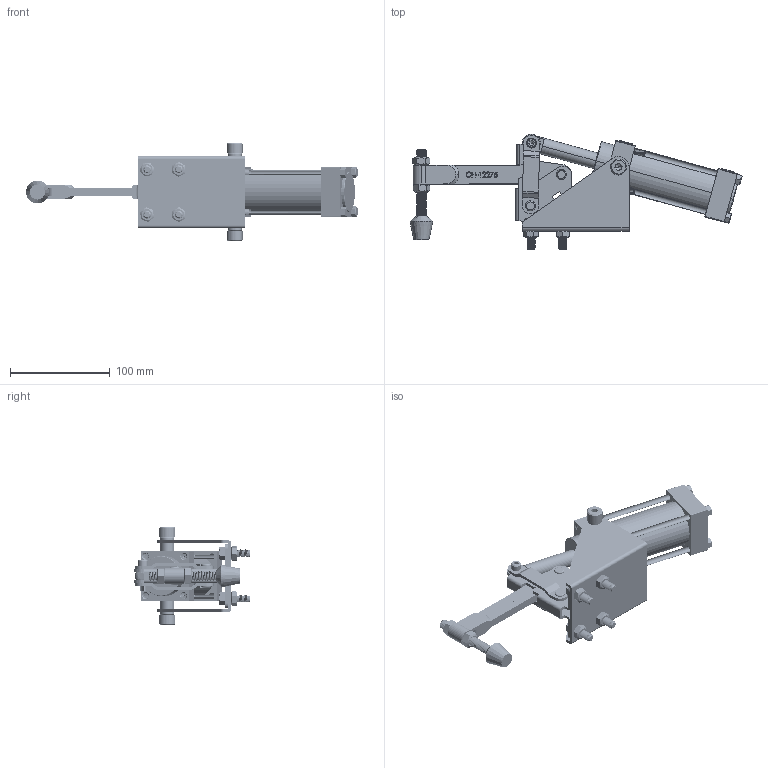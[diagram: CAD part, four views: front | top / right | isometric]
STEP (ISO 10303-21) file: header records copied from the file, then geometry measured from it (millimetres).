
FILE_DESCRIPTION (( 'STEP AP203' ), '1' );
FILE_NAME ('CH-12275-A.STEP', '2017-12-05T08:58:15', ( 'Windows' ), ( 'Microsoft' ), 'SwSTEP 2.0', 'SolidWorks 2015', '' );
FILE_SCHEMA (( 'CONFIG_CONTROL_DESIGN' ));
Length unit declared in the file: millimetre
Products named in the file (21): 38312; CH-12265-A-04; CH-12265-A-02; 錨璃2; CH-FC-38312; CH-12265-05; CH-12275-A; M6-25; CH-12265-06; M8-25; 14RIVET; M8; 20RIVET; M10-20; Air cylinder-1; CH-12265-A-03; Air cylinder-2; CH-12265-A-01; CH-12275-A SOLID BAR_默认<按加工>; Air cylinder-3; CH-12265-01
Assembly tree (35 placements, depth 2):
  CH-12275-A
    CH-12265-A-01
    CH-12265-01
    CH-12265-A-02
    CH-12265-05
    CH-12265-06  x2
    14RIVET  x2
    20RIVET
    Air cylinder-1
    Air cylinder-2
    Air cylinder-3  x4
    CH-12265-A-04  x2
    CH-FC-38312
    M6-25
    M8-25  x4
    M8  x4
    M10-20  x2
    CH-12265-A-03
    CH-12275-A SOLID BAR_默认<按加工>
    38312  x2
    錨璃2  x2
Bounding box: 332.31 x 115.99 x 98 mm (x, y, z)
Volume: 407494 mm3; surface area: 161312.4 mm2
Topology: 39 solids, 40 shells, 1865 faces, 5019 edges, 3287 vertices
Faces by surface type: cylinder 914, plane 505, bspline 215, cone 191, torus 40
Entity records: 72029 total; most frequent: CARTESIAN_POINT 39847, ORIENTED_EDGE 7070, DIRECTION 5078, EDGE_CURVE 3535, VERTEX_POINT 2319, AXIS2_PLACEMENT_3D 1732, VECTOR 1614, LINE 1614
